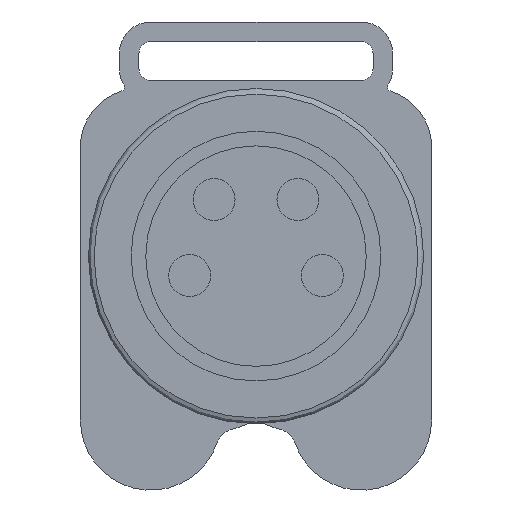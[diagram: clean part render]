
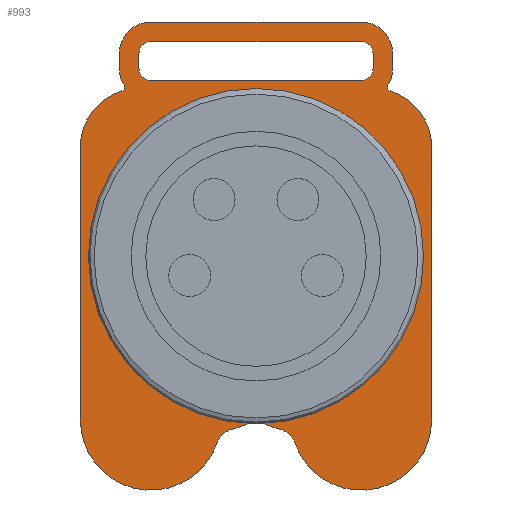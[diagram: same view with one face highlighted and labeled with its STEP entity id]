
A CAD part, left-side view. The second image highlights one B-rep face of the part: STEP entity #993.
In plain terms, the highlighted planar face has unit normal (-1, 0, 0).
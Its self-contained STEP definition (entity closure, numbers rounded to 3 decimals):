
#202=PLANE('',#4229);
#479=LINE('',#5875,#721);
#484=LINE('',#5890,#726);
#488=LINE('',#5902,#730);
#492=LINE('',#5914,#734);
#495=LINE('',#5920,#737);
#505=LINE('',#5965,#747);
#511=LINE('',#5989,#753);
#515=LINE('',#6001,#757);
#519=LINE('',#6013,#761);
#721=VECTOR('',#4660,1.);
#726=VECTOR('',#4673,1.);
#730=VECTOR('',#4685,1.);
#734=VECTOR('',#4697,1.);
#737=VECTOR('',#4702,1.);
#747=VECTOR('',#4750,1.);
#753=VECTOR('',#4776,1.);
#757=VECTOR('',#4788,1.);
#761=VECTOR('',#4800,1.);
#993=ADVANCED_FACE('',(#1353,#1354,#1355),#202,.F.);
#1353=FACE_BOUND('',#1544,.T.);
#1354=FACE_BOUND('',#1545,.T.);
#1355=FACE_BOUND('',#1546,.T.);
#1544=EDGE_LOOP('',(#2000));
#1545=EDGE_LOOP('',(#2001,#2002,#2003,#2004,#2005,#2006,#2007,#2008,#2009,
#2010,#2011,#2012,#2013,#2014,#2015,#2016,#2017,#2018,#2019));
#1546=EDGE_LOOP('',(#2020,#2021,#2022,#2023,#2024,#2025,#2026,#2027));
#2000=ORIENTED_EDGE('',*,*,#3369,.F.);
#2001=ORIENTED_EDGE('',*,*,#3392,.F.);
#2002=ORIENTED_EDGE('',*,*,#3447,.F.);
#2003=ORIENTED_EDGE('',*,*,#3444,.F.);
#2004=ORIENTED_EDGE('',*,*,#3441,.F.);
#2005=ORIENTED_EDGE('',*,*,#3438,.F.);
#2006=ORIENTED_EDGE('',*,*,#3435,.F.);
#2007=ORIENTED_EDGE('',*,*,#3432,.F.);
#2008=ORIENTED_EDGE('',*,*,#3429,.F.);
#2009=ORIENTED_EDGE('',*,*,#3426,.F.);
#2010=ORIENTED_EDGE('',*,*,#3423,.F.);
#2011=ORIENTED_EDGE('',*,*,#3420,.F.);
#2012=ORIENTED_EDGE('',*,*,#3417,.F.);
#2013=ORIENTED_EDGE('',*,*,#3414,.F.);
#2014=ORIENTED_EDGE('',*,*,#3411,.F.);
#2015=ORIENTED_EDGE('',*,*,#3408,.F.);
#2016=ORIENTED_EDGE('',*,*,#3405,.F.);
#2017=ORIENTED_EDGE('',*,*,#3402,.F.);
#2018=ORIENTED_EDGE('',*,*,#3399,.F.);
#2019=ORIENTED_EDGE('',*,*,#3396,.F.);
#2020=ORIENTED_EDGE('',*,*,#3370,.F.);
#2021=ORIENTED_EDGE('',*,*,#3449,.F.);
#2022=ORIENTED_EDGE('',*,*,#3389,.F.);
#2023=ORIENTED_EDGE('',*,*,#3386,.F.);
#2024=ORIENTED_EDGE('',*,*,#3383,.F.);
#2025=ORIENTED_EDGE('',*,*,#3380,.F.);
#2026=ORIENTED_EDGE('',*,*,#3377,.F.);
#2027=ORIENTED_EDGE('',*,*,#3374,.F.);
#2975=VERTEX_POINT('',#5873);
#2976=VERTEX_POINT('',#5876);
#2977=VERTEX_POINT('',#5877);
#2980=VERTEX_POINT('',#5885);
#2982=VERTEX_POINT('',#5891);
#2984=VERTEX_POINT('',#5897);
#2986=VERTEX_POINT('',#5903);
#2988=VERTEX_POINT('',#5909);
#2990=VERTEX_POINT('',#5915);
#2992=VERTEX_POINT('',#5921);
#2993=VERTEX_POINT('',#5922);
#2996=VERTEX_POINT('',#5930);
#2998=VERTEX_POINT('',#5936);
#3000=VERTEX_POINT('',#5942);
#3002=VERTEX_POINT('',#5948);
#3004=VERTEX_POINT('',#5954);
#3006=VERTEX_POINT('',#5960);
#3008=VERTEX_POINT('',#5966);
#3010=VERTEX_POINT('',#5972);
#3012=VERTEX_POINT('',#5978);
#3014=VERTEX_POINT('',#5984);
#3016=VERTEX_POINT('',#5990);
#3018=VERTEX_POINT('',#5996);
#3020=VERTEX_POINT('',#6002);
#3022=VERTEX_POINT('',#6008);
#3024=VERTEX_POINT('',#6014);
#3026=VERTEX_POINT('',#6020);
#3028=VERTEX_POINT('',#6026);
#3369=EDGE_CURVE('',#2975,#2975,#3925,.T.);
#3370=EDGE_CURVE('',#2976,#2977,#479,.T.);
#3374=EDGE_CURVE('',#2977,#2980,#3926,.T.);
#3377=EDGE_CURVE('',#2980,#2982,#484,.T.);
#3380=EDGE_CURVE('',#2982,#2984,#3928,.T.);
#3383=EDGE_CURVE('',#2984,#2986,#488,.T.);
#3386=EDGE_CURVE('',#2986,#2988,#3930,.T.);
#3389=EDGE_CURVE('',#2988,#2990,#492,.T.);
#3392=EDGE_CURVE('',#2992,#2993,#495,.T.);
#3396=EDGE_CURVE('',#2993,#2996,#3932,.T.);
#3399=EDGE_CURVE('',#2996,#2998,#3934,.T.);
#3402=EDGE_CURVE('',#2998,#3000,#3936,.T.);
#3405=EDGE_CURVE('',#3000,#3002,#3938,.T.);
#3408=EDGE_CURVE('',#3002,#3004,#3940,.T.);
#3411=EDGE_CURVE('',#3004,#3006,#3942,.T.);
#3414=EDGE_CURVE('',#3006,#3008,#505,.T.);
#3417=EDGE_CURVE('',#3008,#3010,#3944,.T.);
#3420=EDGE_CURVE('',#3010,#3012,#3946,.T.);
#3423=EDGE_CURVE('',#3012,#3014,#3948,.T.);
#3426=EDGE_CURVE('',#3014,#3016,#511,.T.);
#3429=EDGE_CURVE('',#3016,#3018,#3950,.T.);
#3432=EDGE_CURVE('',#3018,#3020,#515,.T.);
#3435=EDGE_CURVE('',#3020,#3022,#3952,.T.);
#3438=EDGE_CURVE('',#3022,#3024,#519,.T.);
#3441=EDGE_CURVE('',#3024,#3026,#3954,.T.);
#3444=EDGE_CURVE('',#3026,#3028,#3956,.T.);
#3447=EDGE_CURVE('',#3028,#2992,#3958,.T.);
#3449=EDGE_CURVE('',#2990,#2976,#3960,.T.);
#3925=CIRCLE('',#4163,2.2);
#3926=CIRCLE('',#4166,0.3);
#3928=CIRCLE('',#4170,0.3);
#3930=CIRCLE('',#4174,0.3);
#3932=CIRCLE('',#4179,1.8);
#3934=CIRCLE('',#4182,0.5);
#3936=CIRCLE('',#4185,3.7);
#3938=CIRCLE('',#4188,3.7);
#3940=CIRCLE('',#4191,0.5);
#3942=CIRCLE('',#4194,1.8);
#3944=CIRCLE('',#4198,1.5);
#3946=CIRCLE('',#4201,0.1);
#3948=CIRCLE('',#4204,0.8);
#3950=CIRCLE('',#4208,0.8);
#3952=CIRCLE('',#4212,0.8);
#3954=CIRCLE('',#4216,0.8);
#3956=CIRCLE('',#4219,0.1);
#3958=CIRCLE('',#4222,1.5);
#3960=CIRCLE('',#4225,0.3);
#4163=AXIS2_PLACEMENT_3D('',#5872,#4656,#4657);
#4166=AXIS2_PLACEMENT_3D('',#5884,#4666,#4667);
#4170=AXIS2_PLACEMENT_3D('',#5896,#4678,#4679);
#4174=AXIS2_PLACEMENT_3D('',#5908,#4690,#4691);
#4179=AXIS2_PLACEMENT_3D('',#5929,#4708,#4709);
#4182=AXIS2_PLACEMENT_3D('',#5935,#4715,#4716);
#4185=AXIS2_PLACEMENT_3D('',#5941,#4722,#4723);
#4188=AXIS2_PLACEMENT_3D('',#5947,#4729,#4730);
#4191=AXIS2_PLACEMENT_3D('',#5953,#4736,#4737);
#4194=AXIS2_PLACEMENT_3D('',#5959,#4743,#4744);
#4198=AXIS2_PLACEMENT_3D('',#5971,#4755,#4756);
#4201=AXIS2_PLACEMENT_3D('',#5977,#4762,#4763);
#4204=AXIS2_PLACEMENT_3D('',#5983,#4769,#4770);
#4208=AXIS2_PLACEMENT_3D('',#5995,#4781,#4782);
#4212=AXIS2_PLACEMENT_3D('',#6007,#4793,#4794);
#4216=AXIS2_PLACEMENT_3D('',#6019,#4805,#4806);
#4219=AXIS2_PLACEMENT_3D('',#6025,#4812,#4813);
#4222=AXIS2_PLACEMENT_3D('',#6031,#4819,#4820);
#4225=AXIS2_PLACEMENT_3D('',#6034,#4825,#4826);
#4229=AXIS2_PLACEMENT_3D('',#6038,#4833,#4834);
#4656=DIRECTION('',(-1.,0.,0.));
#4657=DIRECTION('',(0.,0.,-1.));
#4660=DIRECTION('',(0.,0.,1.));
#4666=DIRECTION('',(-1.,0.,0.));
#4667=DIRECTION('',(0.,1.,0.));
#4673=DIRECTION('',(0.,1.,0.));
#4678=DIRECTION('',(-1.,0.,0.));
#4679=DIRECTION('',(0.,-1.,0.));
#4685=DIRECTION('',(0.,0.,-1.));
#4690=DIRECTION('',(-1.,0.,0.));
#4691=DIRECTION('',(0.,-1.,0.));
#4697=DIRECTION('',(0.,-1.,0.));
#4702=DIRECTION('',(0.,0.,-1.));
#4708=DIRECTION('',(1.,0.,0.));
#4709=DIRECTION('',(0.,1.,0.));
#4715=DIRECTION('',(-1.,0.,0.));
#4716=DIRECTION('',(0.,1.,0.));
#4722=DIRECTION('',(1.,0.,0.));
#4723=DIRECTION('',(0.,1.,0.));
#4729=DIRECTION('',(1.,0.,0.));
#4730=DIRECTION('',(0.,-1.,0.));
#4736=DIRECTION('',(-1.,0.,0.));
#4737=DIRECTION('',(0.,-1.,0.));
#4743=DIRECTION('',(1.,0.,0.));
#4744=DIRECTION('',(0.,-1.,0.));
#4750=DIRECTION('',(0.,0.,1.));
#4755=DIRECTION('',(1.,0.,0.));
#4756=DIRECTION('',(0.,-1.,0.));
#4762=DIRECTION('',(-1.,0.,0.));
#4763=DIRECTION('',(0.,-1.,0.));
#4769=DIRECTION('',(1.,0.,0.));
#4770=DIRECTION('',(0.,-1.,0.));
#4776=DIRECTION('',(0.,0.,1.));
#4781=DIRECTION('',(1.,0.,0.));
#4782=DIRECTION('',(0.,-1.,0.));
#4788=DIRECTION('',(0.,-1.,0.));
#4793=DIRECTION('',(1.,0.,0.));
#4794=DIRECTION('',(0.,1.,0.));
#4800=DIRECTION('',(0.,0.,-1.));
#4805=DIRECTION('',(1.,0.,0.));
#4806=DIRECTION('',(0.,1.,0.));
#4812=DIRECTION('',(-1.,0.,0.));
#4813=DIRECTION('',(0.,1.,0.));
#4819=DIRECTION('',(1.,0.,0.));
#4820=DIRECTION('',(0.,1.,0.));
#4825=DIRECTION('',(-1.,0.,0.));
#4826=DIRECTION('',(0.,1.,0.));
#4833=DIRECTION('',(1.,0.,0.));
#4834=DIRECTION('',(0.,1.,0.));
#5872=CARTESIAN_POINT('',(89.3,50.,0.));
#5873=CARTESIAN_POINT('',(89.3,50.,-2.2));
#5875=CARTESIAN_POINT('',(89.3,47.,4.8));
#5876=CARTESIAN_POINT('',(89.3,47.,4.8));
#5877=CARTESIAN_POINT('',(89.3,47.,5.2));
#5884=CARTESIAN_POINT('',(89.3,47.3,5.2));
#5885=CARTESIAN_POINT('',(89.3,47.3,5.5));
#5890=CARTESIAN_POINT('',(89.3,50.,5.5));
#5891=CARTESIAN_POINT('',(89.3,52.7,5.5));
#5896=CARTESIAN_POINT('',(89.3,52.7,5.2));
#5897=CARTESIAN_POINT('',(89.3,53.,5.2));
#5902=CARTESIAN_POINT('',(89.3,53.,5.2));
#5903=CARTESIAN_POINT('',(89.3,53.,4.8));
#5908=CARTESIAN_POINT('',(89.3,52.7,4.8));
#5909=CARTESIAN_POINT('',(89.3,52.7,4.5));
#5914=CARTESIAN_POINT('',(89.3,50.,4.5));
#5915=CARTESIAN_POINT('',(89.3,47.3,4.5));
#5920=CARTESIAN_POINT('',(89.3,45.5,2.8));
#5921=CARTESIAN_POINT('',(89.3,45.5,2.8));
#5922=CARTESIAN_POINT('',(89.3,45.5,-4.2));
#5929=CARTESIAN_POINT('',(89.3,47.3,-4.2));
#5930=CARTESIAN_POINT('',(89.3,49.005,-4.776));
#5935=CARTESIAN_POINT('',(89.3,49.479,-4.937));
#5936=CARTESIAN_POINT('',(89.3,49.343,-4.455));
#5941=CARTESIAN_POINT('',(89.3,48.337,-0.895));
#5942=CARTESIAN_POINT('',(89.3,50.,-4.2));
#5947=CARTESIAN_POINT('',(89.3,51.663,-0.895));
#5948=CARTESIAN_POINT('',(89.3,50.657,-4.455));
#5953=CARTESIAN_POINT('',(89.3,50.521,-4.937));
#5954=CARTESIAN_POINT('',(89.3,50.995,-4.776));
#5959=CARTESIAN_POINT('',(89.3,52.7,-4.2));
#5960=CARTESIAN_POINT('',(89.3,54.5,-4.2));
#5965=CARTESIAN_POINT('',(89.3,54.5,-4.2));
#5966=CARTESIAN_POINT('',(89.3,54.5,2.8));
#5971=CARTESIAN_POINT('',(89.3,53.,2.8));
#5972=CARTESIAN_POINT('',(89.3,53.438,4.235));
#5977=CARTESIAN_POINT('',(89.3,53.468,4.33));
#5978=CARTESIAN_POINT('',(89.3,53.382,4.382));
#5983=CARTESIAN_POINT('',(89.3,52.7,4.8));
#5984=CARTESIAN_POINT('',(89.3,53.5,4.8));
#5989=CARTESIAN_POINT('',(89.3,53.5,4.8));
#5990=CARTESIAN_POINT('',(89.3,53.5,5.2));
#5995=CARTESIAN_POINT('',(89.3,52.7,5.2));
#5996=CARTESIAN_POINT('',(89.3,52.7,6.));
#6001=CARTESIAN_POINT('',(89.3,50.,6.));
#6002=CARTESIAN_POINT('',(89.3,47.3,6.));
#6007=CARTESIAN_POINT('',(89.3,47.3,5.2));
#6008=CARTESIAN_POINT('',(89.3,46.5,5.2));
#6013=CARTESIAN_POINT('',(89.3,46.5,5.2));
#6014=CARTESIAN_POINT('',(89.3,46.5,4.8));
#6019=CARTESIAN_POINT('',(89.3,47.3,4.8));
#6020=CARTESIAN_POINT('',(89.3,46.618,4.382));
#6025=CARTESIAN_POINT('',(89.3,46.532,4.33));
#6026=CARTESIAN_POINT('',(89.3,46.562,4.235));
#6031=CARTESIAN_POINT('',(89.3,47.,2.8));
#6034=CARTESIAN_POINT('',(89.3,47.3,4.8));
#6038=CARTESIAN_POINT('',(89.3,47.3,-4.2));
